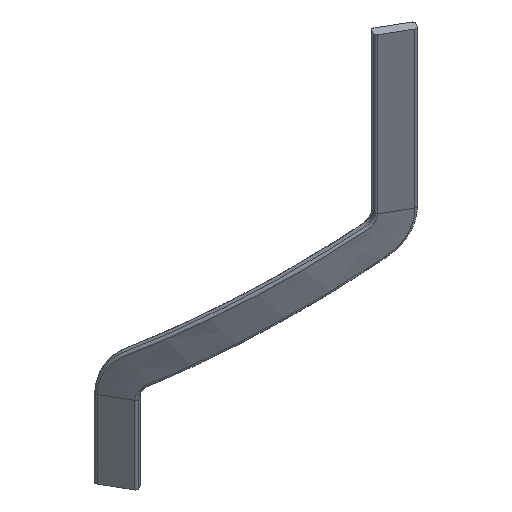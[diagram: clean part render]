
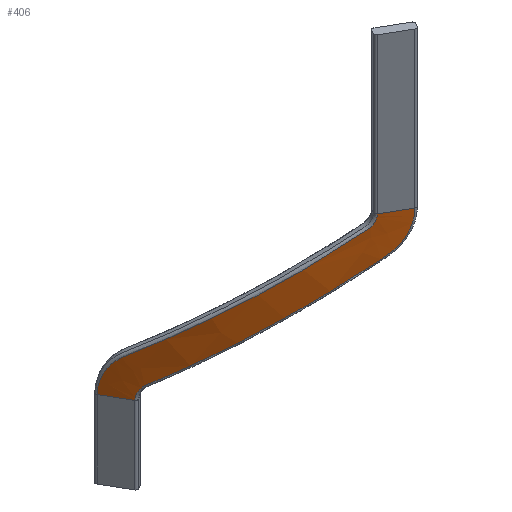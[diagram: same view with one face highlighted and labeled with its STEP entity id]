
A CAD part, isometric view. The second image highlights one B-rep face of the part: STEP entity #406.
In plain terms, the highlighted free-form (B-spline) face has degree [2, 3] with [3, 19] control points.
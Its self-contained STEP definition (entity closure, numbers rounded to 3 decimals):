
#16=(
BOUNDED_CURVE()
B_SPLINE_CURVE(3,(#960,#961,#962,#963,#964,#965,#966,#967,#968,#969,#970,
#971,#972,#973,#974,#975,#976,#977,#978),.UNSPECIFIED.,.F.,.F.)
B_SPLINE_CURVE_WITH_KNOTS((4,1,1,1,1,1,1,1,1,1,1,1,1,1,1,1,4),(0.,0.016,
0.049,0.07,0.088,0.096,
0.115,0.174,0.63,0.792,
0.825,0.843,0.865,0.887,
0.917,0.968,1.),.UNSPECIFIED.)
CURVE()
GEOMETRIC_REPRESENTATION_ITEM()
RATIONAL_B_SPLINE_CURVE((1.074,1.074,1.074,
1.074,1.074,1.074,1.074,1.074,
1.074,1.074,1.074,1.074,1.074,
1.074,1.074,1.074,1.074,1.074,
1.074))
REPRESENTATION_ITEM('')
);
#25=B_SPLINE_CURVE_WITH_KNOTS('',3,(#1042,#1043,#1044,#1045,#1046,#1047,
#1048,#1049,#1050,#1051,#1052,#1053,#1054,#1055,#1056,#1057,#1058,#1059,
#1060),.UNSPECIFIED.,.F.,.F.,(4,1,1,1,1,1,1,1,1,1,1,1,1,1,1,1,4),(0.,0.016,
0.049,0.07,0.088,0.096,
0.115,0.174,0.63,0.792,
0.825,0.843,0.865,0.887,
0.917,0.968,1.),.UNSPECIFIED.);
#29=B_SPLINE_SURFACE_WITH_KNOTS('',2,3,((#985,#986,#987,#988,#989,#990,
#991,#992,#993,#994,#995,#996,#997,#998,#999,#1000,#1001,#1002,#1003),(#1004,
#1005,#1006,#1007,#1008,#1009,#1010,#1011,#1012,#1013,#1014,#1015,#1016,
#1017,#1018,#1019,#1020,#1021,#1022),(#1023,#1024,#1025,#1026,#1027,#1028,
#1029,#1030,#1031,#1032,#1033,#1034,#1035,#1036,#1037,#1038,#1039,#1040,
#1041)),.UNSPECIFIED.,.F.,.F.,.F.,(3,3),(4,1,1,1,1,1,1,1,1,1,1,1,1,1,1,
1,4),(0.,1.),(0.,0.016,0.049,0.07,
0.088,0.096,0.115,0.174,
0.63,0.792,0.825,0.843,
0.865,0.887,0.917,0.968,
1.),.UNSPECIFIED.);
#59=FACE_OUTER_BOUND('',#85,.T.);
#85=EDGE_LOOP('',(#347,#348,#349,#350));
#98=LINE('',#592,#130);
#119=LINE('',#902,#151);
#130=VECTOR('',#486,1000.);
#151=VECTOR('',#551,10.);
#180=VERTEX_POINT('',#584);
#182=VERTEX_POINT('',#590);
#200=VERTEX_POINT('',#818);
#202=VERTEX_POINT('',#900);
#217=EDGE_CURVE('',#180,#182,#98,.F.);
#252=EDGE_CURVE('',#202,#200,#119,.F.);
#253=EDGE_CURVE('',#200,#182,#16,.T.);
#257=EDGE_CURVE('',#202,#180,#25,.T.);
#347=ORIENTED_EDGE('',*,*,#252,.F.);
#348=ORIENTED_EDGE('',*,*,#257,.T.);
#349=ORIENTED_EDGE('',*,*,#217,.T.);
#350=ORIENTED_EDGE('',*,*,#253,.F.);
#406=ADVANCED_FACE('',(#59),#29,.T.);
#486=DIRECTION('',(0.866,-0.5,0.));
#551=DIRECTION('',(0.5,-0.866,0.));
#584=CARTESIAN_POINT('',(-34.711,-65.471,-120.));
#590=CARTESIAN_POINT('',(-39.344,-62.796,-120.));
#592=CARTESIAN_POINT('',(-34.711,-65.471,-120.));
#818=CARTESIAN_POINT('',(-65.471,-34.711,-151.247));
#900=CARTESIAN_POINT('',(-62.796,-39.344,-151.247));
#902=CARTESIAN_POINT('',(-65.471,-34.711,-151.247));
#960=CARTESIAN_POINT('Ctrl Pts',(-65.471,-34.711,-151.247));
#961=CARTESIAN_POINT('Ctrl Pts',(-65.477,-34.708,-150.836));
#962=CARTESIAN_POINT('Ctrl Pts',(-65.41,-34.871,-149.063));
#963=CARTESIAN_POINT('Ctrl Pts',(-65.001,-35.612,-147.035));
#964=CARTESIAN_POINT('Ctrl Pts',(-64.353,-36.737,-145.371));
#965=CARTESIAN_POINT('Ctrl Pts',(-63.793,-37.667,-144.423));
#966=CARTESIAN_POINT('Ctrl Pts',(-63.35,-38.4,-143.873));
#967=CARTESIAN_POINT('Ctrl Pts',(-62.875,-39.161,-143.309));
#968=CARTESIAN_POINT('Ctrl Pts',(-59.574,-44.417,-139.399));
#969=CARTESIAN_POINT('Ctrl Pts',(-53.207,-52.263,-132.907));
#970=CARTESIAN_POINT('Ctrl Pts',(-45.244,-58.675,-126.338));
#971=CARTESIAN_POINT('Ctrl Pts',(-42.438,-60.688,-124.139));
#972=CARTESIAN_POINT('Ctrl Pts',(-41.426,-61.375,-123.356));
#973=CARTESIAN_POINT('Ctrl Pts',(-40.576,-61.943,-122.725));
#974=CARTESIAN_POINT('Ctrl Pts',(-40.241,-62.166,-122.412));
#975=CARTESIAN_POINT('Ctrl Pts',(-39.79,-62.469,-121.852));
#976=CARTESIAN_POINT('Ctrl Pts',(-39.441,-62.704,-121.014));
#977=CARTESIAN_POINT('Ctrl Pts',(-39.342,-62.786,-120.376));
#978=CARTESIAN_POINT('Ctrl Pts',(-39.344,-62.796,-120.));
#985=CARTESIAN_POINT('Ctrl Pts',(-65.471,-34.711,-151.247));
#986=CARTESIAN_POINT('Ctrl Pts',(-65.477,-34.708,-150.836));
#987=CARTESIAN_POINT('Ctrl Pts',(-65.41,-34.871,-149.063));
#988=CARTESIAN_POINT('Ctrl Pts',(-65.001,-35.612,-147.035));
#989=CARTESIAN_POINT('Ctrl Pts',(-64.353,-36.737,-145.371));
#990=CARTESIAN_POINT('Ctrl Pts',(-63.793,-37.667,-144.423));
#991=CARTESIAN_POINT('Ctrl Pts',(-63.35,-38.4,-143.873));
#992=CARTESIAN_POINT('Ctrl Pts',(-62.875,-39.161,-143.309));
#993=CARTESIAN_POINT('Ctrl Pts',(-59.574,-44.417,-139.399));
#994=CARTESIAN_POINT('Ctrl Pts',(-53.207,-52.263,-132.907));
#995=CARTESIAN_POINT('Ctrl Pts',(-45.244,-58.675,-126.338));
#996=CARTESIAN_POINT('Ctrl Pts',(-42.438,-60.688,-124.139));
#997=CARTESIAN_POINT('Ctrl Pts',(-41.426,-61.375,-123.356));
#998=CARTESIAN_POINT('Ctrl Pts',(-40.576,-61.943,-122.725));
#999=CARTESIAN_POINT('Ctrl Pts',(-40.241,-62.166,-122.412));
#1000=CARTESIAN_POINT('Ctrl Pts',(-39.79,-62.469,-121.852));
#1001=CARTESIAN_POINT('Ctrl Pts',(-39.441,-62.704,-121.014));
#1002=CARTESIAN_POINT('Ctrl Pts',(-39.342,-62.786,-120.376));
#1003=CARTESIAN_POINT('Ctrl Pts',(-39.344,-62.796,-120.));
#1004=CARTESIAN_POINT('Ctrl Pts',(-64.134,-37.028,-151.247));
#1005=CARTESIAN_POINT('Ctrl Pts',(-64.135,-37.024,-150.94));
#1006=CARTESIAN_POINT('Ctrl Pts',(-64.073,-37.132,-149.746));
#1007=CARTESIAN_POINT('Ctrl Pts',(-63.781,-37.629,-148.361));
#1008=CARTESIAN_POINT('Ctrl Pts',(-63.32,-38.399,-147.204));
#1009=CARTESIAN_POINT('Ctrl Pts',(-62.927,-39.032,-146.549));
#1010=CARTESIAN_POINT('Ctrl Pts',(-62.58,-39.59,-146.126));
#1011=CARTESIAN_POINT('Ctrl Pts',(-62.083,-40.354,-145.551));
#1012=CARTESIAN_POINT('Ctrl Pts',(-58.68,-45.558,-141.618));
#1013=CARTESIAN_POINT('Ctrl Pts',(-52.162,-53.284,-135.112));
#1014=CARTESIAN_POINT('Ctrl Pts',(-44.095,-59.538,-128.566));
#1015=CARTESIAN_POINT('Ctrl Pts',(-41.25,-61.5,-126.374));
#1016=CARTESIAN_POINT('Ctrl Pts',(-40.243,-62.158,-125.605));
#1017=CARTESIAN_POINT('Ctrl Pts',(-39.375,-62.716,-124.976));
#1018=CARTESIAN_POINT('Ctrl Pts',(-38.723,-63.119,-124.407));
#1019=CARTESIAN_POINT('Ctrl Pts',(-37.908,-63.617,-123.402));
#1020=CARTESIAN_POINT('Ctrl Pts',(-37.215,-64.023,-121.904));
#1021=CARTESIAN_POINT('Ctrl Pts',(-37.033,-64.13,-120.593));
#1022=CARTESIAN_POINT('Ctrl Pts',(-37.027,-64.134,-120.));
#1023=CARTESIAN_POINT('Ctrl Pts',(-62.796,-39.344,-151.247));
#1024=CARTESIAN_POINT('Ctrl Pts',(-62.793,-39.339,-151.043));
#1025=CARTESIAN_POINT('Ctrl Pts',(-62.735,-39.392,-150.429));
#1026=CARTESIAN_POINT('Ctrl Pts',(-62.561,-39.646,-149.688));
#1027=CARTESIAN_POINT('Ctrl Pts',(-62.287,-40.062,-149.038));
#1028=CARTESIAN_POINT('Ctrl Pts',(-62.061,-40.396,-148.676));
#1029=CARTESIAN_POINT('Ctrl Pts',(-61.81,-40.78,-148.379));
#1030=CARTESIAN_POINT('Ctrl Pts',(-61.291,-41.547,-147.793));
#1031=CARTESIAN_POINT('Ctrl Pts',(-57.786,-46.699,-143.837));
#1032=CARTESIAN_POINT('Ctrl Pts',(-51.118,-54.306,-137.317));
#1033=CARTESIAN_POINT('Ctrl Pts',(-42.945,-60.402,-130.795));
#1034=CARTESIAN_POINT('Ctrl Pts',(-40.063,-62.312,-128.61));
#1035=CARTESIAN_POINT('Ctrl Pts',(-39.061,-62.94,-127.855));
#1036=CARTESIAN_POINT('Ctrl Pts',(-38.174,-63.488,-127.228));
#1037=CARTESIAN_POINT('Ctrl Pts',(-37.206,-64.071,-126.402));
#1038=CARTESIAN_POINT('Ctrl Pts',(-36.026,-64.764,-124.952));
#1039=CARTESIAN_POINT('Ctrl Pts',(-34.99,-65.342,-122.793));
#1040=CARTESIAN_POINT('Ctrl Pts',(-34.725,-65.473,-120.809));
#1041=CARTESIAN_POINT('Ctrl Pts',(-34.711,-65.471,-120.));
#1042=CARTESIAN_POINT('Ctrl Pts',(-62.796,-39.344,-151.247));
#1043=CARTESIAN_POINT('Ctrl Pts',(-62.793,-39.339,-151.043));
#1044=CARTESIAN_POINT('Ctrl Pts',(-62.735,-39.392,-150.429));
#1045=CARTESIAN_POINT('Ctrl Pts',(-62.561,-39.646,-149.688));
#1046=CARTESIAN_POINT('Ctrl Pts',(-62.287,-40.062,-149.038));
#1047=CARTESIAN_POINT('Ctrl Pts',(-62.061,-40.396,-148.676));
#1048=CARTESIAN_POINT('Ctrl Pts',(-61.81,-40.78,-148.379));
#1049=CARTESIAN_POINT('Ctrl Pts',(-61.291,-41.547,-147.793));
#1050=CARTESIAN_POINT('Ctrl Pts',(-57.786,-46.699,-143.837));
#1051=CARTESIAN_POINT('Ctrl Pts',(-51.118,-54.306,-137.317));
#1052=CARTESIAN_POINT('Ctrl Pts',(-42.945,-60.402,-130.795));
#1053=CARTESIAN_POINT('Ctrl Pts',(-40.063,-62.312,-128.61));
#1054=CARTESIAN_POINT('Ctrl Pts',(-39.061,-62.94,-127.855));
#1055=CARTESIAN_POINT('Ctrl Pts',(-38.174,-63.488,-127.228));
#1056=CARTESIAN_POINT('Ctrl Pts',(-37.206,-64.071,-126.402));
#1057=CARTESIAN_POINT('Ctrl Pts',(-36.026,-64.764,-124.952));
#1058=CARTESIAN_POINT('Ctrl Pts',(-34.99,-65.342,-122.793));
#1059=CARTESIAN_POINT('Ctrl Pts',(-34.725,-65.473,-120.809));
#1060=CARTESIAN_POINT('Ctrl Pts',(-34.711,-65.471,-120.));
